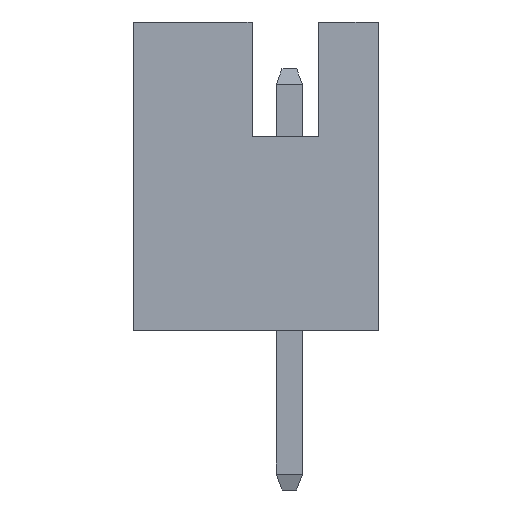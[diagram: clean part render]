
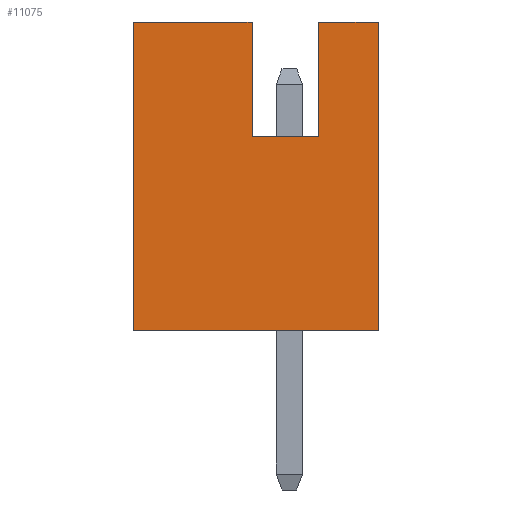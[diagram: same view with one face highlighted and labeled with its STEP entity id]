
A CAD part, left-side view. The second image highlights one B-rep face of the part: STEP entity #11075.
In plain terms, the highlighted planar face has unit normal (-1, 0, 0).
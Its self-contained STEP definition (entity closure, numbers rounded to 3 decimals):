
#707=ORIENTED_EDGE('',*,*,#2907,.T.);
#708=ORIENTED_EDGE('',*,*,#2908,.T.);
#709=ORIENTED_EDGE('',*,*,#2909,.T.);
#710=ORIENTED_EDGE('',*,*,#2796,.T.);
#711=ORIENTED_EDGE('',*,*,#2725,.F.);
#712=ORIENTED_EDGE('',*,*,#2656,.F.);
#713=ORIENTED_EDGE('',*,*,#2640,.T.);
#714=ORIENTED_EDGE('',*,*,#2910,.T.);
#2640=EDGE_CURVE('',#3782,#3781,#4500,.T.);
#2656=EDGE_CURVE('',#3782,#3794,#4516,.T.);
#2725=EDGE_CURVE('',#3794,#3859,#4585,.T.);
#2796=EDGE_CURVE('',#3884,#3859,#4656,.T.);
#2907=EDGE_CURVE('',#3995,#3996,#4767,.T.);
#2908=EDGE_CURVE('',#3996,#3997,#4768,.T.);
#2909=EDGE_CURVE('',#3997,#3884,#4769,.T.);
#2910=EDGE_CURVE('',#3781,#3995,#4770,.T.);
#3781=VERTEX_POINT('',#13752);
#3782=VERTEX_POINT('',#13754);
#3794=VERTEX_POINT('',#13785);
#3859=VERTEX_POINT('',#13923);
#3884=VERTEX_POINT('',#13983);
#3995=VERTEX_POINT('',#14276);
#3996=VERTEX_POINT('',#14277);
#3997=VERTEX_POINT('',#14279);
#4500=LINE('',#13753,#5378);
#4516=LINE('',#13784,#5394);
#4585=LINE('',#13922,#5463);
#4656=LINE('',#14062,#5534);
#4767=LINE('',#14275,#5645);
#4768=LINE('',#14278,#5646);
#4769=LINE('',#14280,#5647);
#4770=LINE('',#14281,#5648);
#5378=VECTOR('',#11990,1000.);
#5394=VECTOR('',#12012,1000.);
#5463=VECTOR('',#12089,1000.);
#5534=VECTOR('',#12170,1000.);
#5645=VECTOR('',#12341,1000.);
#5646=VECTOR('',#12342,1000.);
#5647=VECTOR('',#12343,1000.);
#5648=VECTOR('',#12344,1000.);
#6289=EDGE_LOOP('',(#707,#708,#709,#710,#711,#712,#713,#714));
#6793=FACE_BOUND('',#6289,.T.);
#7297=PLANE('',#11577);
#11075=ADVANCED_FACE('',(#6793),#7297,.T.);
#11577=AXIS2_PLACEMENT_3D('',#14274,#12339,#12340);
#11990=DIRECTION('',(0.,1.,0.));
#12012=DIRECTION('',(0.,0.,-1.));
#12089=DIRECTION('',(0.,1.,0.));
#12170=DIRECTION('',(0.,0.,-1.));
#12339=DIRECTION('',(-1.,0.,0.));
#12340=DIRECTION('',(0.,0.,1.));
#12341=DIRECTION('',(0.,1.,0.));
#12342=DIRECTION('',(0.,0.,1.));
#12343=DIRECTION('',(0.,1.,0.));
#12344=DIRECTION('',(0.,0.,-1.));
#13752=CARTESIAN_POINT('',(-11.93,-0.557,5.893));
#13753=CARTESIAN_POINT('',(-11.93,-1.7,5.893));
#13754=CARTESIAN_POINT('',(-11.93,-1.7,5.893));
#13784=CARTESIAN_POINT('',(-11.93,-1.7,1.88));
#13785=CARTESIAN_POINT('',(-11.93,-1.7,0.));
#13922=CARTESIAN_POINT('',(-11.93,-1.7,0.));
#13923=CARTESIAN_POINT('',(-11.93,2.974,0.));
#13983=CARTESIAN_POINT('',(-11.93,2.974,5.893));
#14062=CARTESIAN_POINT('',(-11.93,2.974,1.88));
#14274=CARTESIAN_POINT('',(-11.93,-1.7,1.88));
#14275=CARTESIAN_POINT('',(-11.93,-0.557,3.708));
#14276=CARTESIAN_POINT('',(-11.93,-0.557,3.708));
#14277=CARTESIAN_POINT('',(-11.93,0.713,3.708));
#14278=CARTESIAN_POINT('',(-11.93,0.713,3.708));
#14279=CARTESIAN_POINT('',(-11.93,0.713,5.893));
#14280=CARTESIAN_POINT('',(-11.93,-1.7,5.893));
#14281=CARTESIAN_POINT('',(-11.93,-0.557,5.893));
